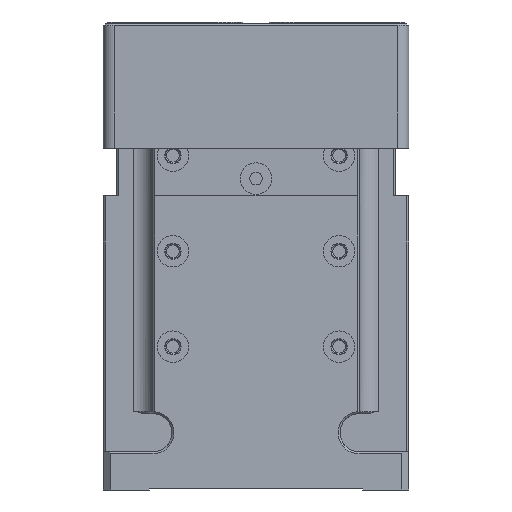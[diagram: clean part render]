
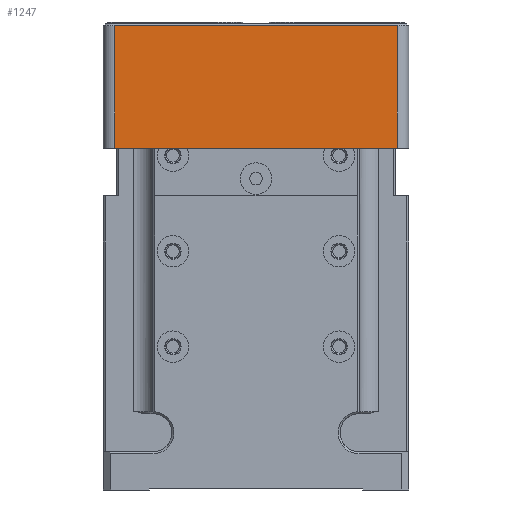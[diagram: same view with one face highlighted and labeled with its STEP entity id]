
A CAD part, front view. The second image highlights one B-rep face of the part: STEP entity #1247.
In plain terms, the highlighted planar face has unit normal (0, -1, 0).
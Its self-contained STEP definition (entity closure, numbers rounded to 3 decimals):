
#753 = CARTESIAN_POINT ( 'NONE',  ( -37., -40., 111.5 ) ) ;
#1247 = ADVANCED_FACE ( 'NONE', ( #15564 ), #25148, .T. ) ;
#2176 = EDGE_CURVE ( 'NONE', #22014, #16973, #14267, .T. ) ;
#4317 = DIRECTION ( 'NONE',  ( -1., 0., 0. ) ) ;
#4361 = DIRECTION ( 'NONE',  ( 1., 0., 0. ) ) ;
#4886 = ORIENTED_EDGE ( 'NONE', *, *, #6043, .T. ) ;
#5640 = CARTESIAN_POINT ( 'NONE',  ( 37., -40., 111.5 ) ) ;
#5835 = EDGE_CURVE ( 'NONE', #6654, #16973, #16064, .T. ) ;
#6043 = EDGE_CURVE ( 'NONE', #9948, #6654, #19688, .T. ) ;
#6654 = VERTEX_POINT ( 'NONE', #6779 ) ;
#6779 = CARTESIAN_POINT ( 'NONE',  ( -37., -40., 79.5 ) ) ;
#7131 = AXIS2_PLACEMENT_3D ( 'NONE', #8228, #22625, #16306 ) ;
#7316 = ORIENTED_EDGE ( 'NONE', *, *, #5835, .T. ) ;
#8163 = CARTESIAN_POINT ( 'NONE',  ( -37., -40., 111.5 ) ) ;
#8228 = CARTESIAN_POINT ( 'NONE',  ( -40., -40., 79.5 ) ) ;
#8600 = VECTOR ( 'NONE', #20047, 1000. ) ;
#9948 = VERTEX_POINT ( 'NONE', #753 ) ;
#13358 = CARTESIAN_POINT ( 'NONE',  ( -37., -40., 79.5 ) ) ;
#14267 = LINE ( 'NONE', #5640, #35516 ) ;
#15564 = FACE_OUTER_BOUND ( 'NONE', #34104, .T. ) ;
#16064 = LINE ( 'NONE', #13358, #25130 ) ;
#16306 = DIRECTION ( 'NONE',  ( 0., 0., -1. ) ) ;
#16973 = VERTEX_POINT ( 'NONE', #25677 ) ;
#19688 = LINE ( 'NONE', #8163, #8600 ) ;
#19930 = EDGE_CURVE ( 'NONE', #22014, #9948, #24099, .T. ) ;
#20047 = DIRECTION ( 'NONE',  ( 0., 0., -1. ) ) ;
#20743 = ORIENTED_EDGE ( 'NONE', *, *, #2176, .F. ) ;
#21973 = VECTOR ( 'NONE', #4317, 1000. ) ;
#22014 = VERTEX_POINT ( 'NONE', #30536 ) ;
#22625 = DIRECTION ( 'NONE',  ( 0., -1., 0. ) ) ;
#24099 = LINE ( 'NONE', #35806, #21973 ) ;
#25130 = VECTOR ( 'NONE', #4361, 1000. ) ;
#25148 = PLANE ( 'NONE',  #7131 ) ;
#25278 = ORIENTED_EDGE ( 'NONE', *, *, #19930, .T. ) ;
#25677 = CARTESIAN_POINT ( 'NONE',  ( 37., -40., 79.5 ) ) ;
#30536 = CARTESIAN_POINT ( 'NONE',  ( 37., -40., 111.5 ) ) ;
#34104 = EDGE_LOOP ( 'NONE', ( #4886, #7316, #20743, #25278 ) ) ;
#35516 = VECTOR ( 'NONE', #37697, 1000. ) ;
#35806 = CARTESIAN_POINT ( 'NONE',  ( 37., -40., 111.5 ) ) ;
#37697 = DIRECTION ( 'NONE',  ( 0., 0., -1. ) ) ;
